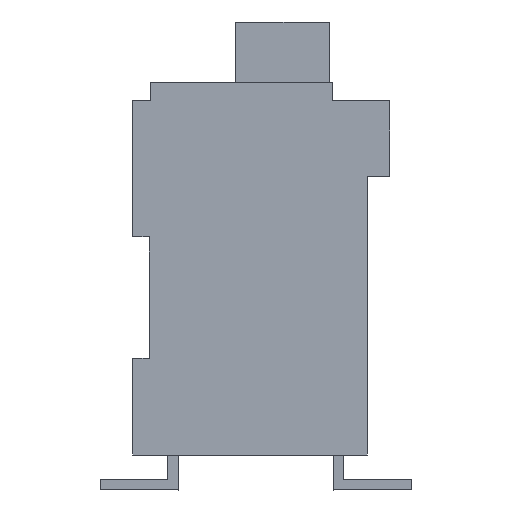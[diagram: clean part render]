
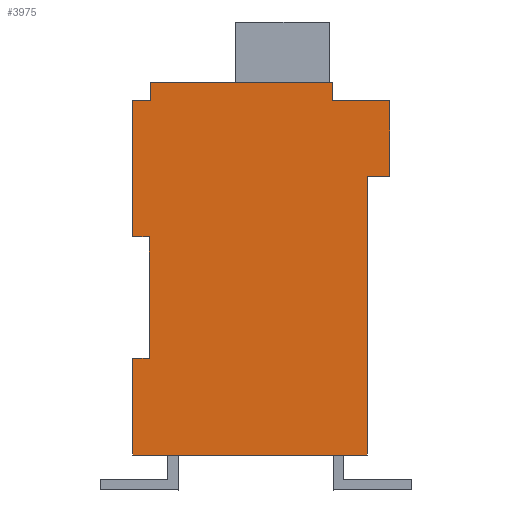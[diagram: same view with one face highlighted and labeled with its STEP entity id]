
A CAD part, left-side view. The second image highlights one B-rep face of the part: STEP entity #3975.
In plain terms, the highlighted planar face has unit normal (-1, 0, 0).
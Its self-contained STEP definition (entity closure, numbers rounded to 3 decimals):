
#3912=AXIS2_PLACEMENT_3D('Plane Axis2P3D',#3909,#3910,#3911) ;
#703=CARTESIAN_POINT('Vertex',(0.,9.225,8.356)) ;
#706=CARTESIAN_POINT('Line Origine',(0.,9.225,10.606)) ;
#710=CARTESIAN_POINT('Vertex',(0.,9.225,12.856)) ;
#881=CARTESIAN_POINT('Line Origine',(0.,8.925,12.856)) ;
#885=CARTESIAN_POINT('Vertex',(0.,8.625,12.856)) ;
#948=CARTESIAN_POINT('Vertex',(0.,2.625,12.856)) ;
#951=CARTESIAN_POINT('Line Origine',(0.,1.675,12.856)) ;
#955=CARTESIAN_POINT('Vertex',(0.,0.725,12.856)) ;
#1424=CARTESIAN_POINT('Line Origine',(0.,0.725,11.606)) ;
#1428=CARTESIAN_POINT('Vertex',(0.,0.725,10.356)) ;
#1449=CARTESIAN_POINT('Line Origine',(0.,1.1,10.356)) ;
#1453=CARTESIAN_POINT('Vertex',(0.,1.475,10.356)) ;
#1768=CARTESIAN_POINT('Line Origine',(0.,1.475,5.756)) ;
#1772=CARTESIAN_POINT('Vertex',(0.,1.475,1.156)) ;
#3893=CARTESIAN_POINT('Vertex',(0.,8.675,8.356)) ;
#3896=CARTESIAN_POINT('Line Origine',(0.,8.95,8.356)) ;
#3909=CARTESIAN_POINT('Axis2P3D Location',(0.,5.125,10.156)) ;
#3914=CARTESIAN_POINT('Line Origine',(0.,2.625,13.156)) ;
#3918=CARTESIAN_POINT('Vertex',(0.,2.625,13.456)) ;
#3921=CARTESIAN_POINT('Line Origine',(0.,5.625,13.456)) ;
#3925=CARTESIAN_POINT('Vertex',(0.,8.625,13.456)) ;
#3928=CARTESIAN_POINT('Line Origine',(0.,8.625,13.156)) ;
#3933=CARTESIAN_POINT('Line Origine',(0.,8.675,6.356)) ;
#3937=CARTESIAN_POINT('Vertex',(0.,8.675,4.356)) ;
#3940=CARTESIAN_POINT('Line Origine',(0.,8.95,4.356)) ;
#3944=CARTESIAN_POINT('Vertex',(0.,9.225,4.356)) ;
#3947=CARTESIAN_POINT('Line Origine',(0.,9.225,2.756)) ;
#3951=CARTESIAN_POINT('Vertex',(0.,9.225,1.156)) ;
#3954=CARTESIAN_POINT('Line Origine',(0.,5.35,1.156)) ;
#707=DIRECTION('Vector Direction',(0.,0.,1.)) ;
#882=DIRECTION('Vector Direction',(0.,-1.,0.)) ;
#952=DIRECTION('Vector Direction',(0.,-1.,0.)) ;
#1425=DIRECTION('Vector Direction',(0.,0.,-1.)) ;
#1450=DIRECTION('Vector Direction',(0.,-1.,0.)) ;
#1769=DIRECTION('Vector Direction',(0.,0.,-1.)) ;
#3897=DIRECTION('Vector Direction',(0.,-1.,0.)) ;
#3910=DIRECTION('Axis2P3D Direction',(1.,0.,0.)) ;
#3911=DIRECTION('Axis2P3D XDirection',(0.,-1.,0.)) ;
#3915=DIRECTION('Vector Direction',(0.,0.,1.)) ;
#3922=DIRECTION('Vector Direction',(0.,1.,0.)) ;
#3929=DIRECTION('Vector Direction',(0.,0.,1.)) ;
#3934=DIRECTION('Vector Direction',(0.,0.,1.)) ;
#3941=DIRECTION('Vector Direction',(0.,1.,0.)) ;
#3948=DIRECTION('Vector Direction',(0.,0.,1.)) ;
#3955=DIRECTION('Vector Direction',(0.,1.,0.)) ;
#708=VECTOR('Line Direction',#707,1.) ;
#883=VECTOR('Line Direction',#882,1.) ;
#953=VECTOR('Line Direction',#952,1.) ;
#1426=VECTOR('Line Direction',#1425,1.) ;
#1451=VECTOR('Line Direction',#1450,1.) ;
#1770=VECTOR('Line Direction',#1769,1.) ;
#3898=VECTOR('Line Direction',#3897,1.) ;
#3916=VECTOR('Line Direction',#3915,1.) ;
#3923=VECTOR('Line Direction',#3922,1.) ;
#3930=VECTOR('Line Direction',#3929,1.) ;
#3935=VECTOR('Line Direction',#3934,1.) ;
#3942=VECTOR('Line Direction',#3941,1.) ;
#3949=VECTOR('Line Direction',#3948,1.) ;
#3956=VECTOR('Line Direction',#3955,1.) ;
#3960=ORIENTED_EDGE('',*,*,#1455,.T.) ;
#3961=ORIENTED_EDGE('',*,*,#1430,.F.) ;
#3962=ORIENTED_EDGE('',*,*,#957,.F.) ;
#3963=ORIENTED_EDGE('',*,*,#3920,.T.) ;
#3964=ORIENTED_EDGE('',*,*,#3927,.T.) ;
#3965=ORIENTED_EDGE('',*,*,#3932,.F.) ;
#3966=ORIENTED_EDGE('',*,*,#887,.F.) ;
#3967=ORIENTED_EDGE('',*,*,#712,.F.) ;
#3968=ORIENTED_EDGE('',*,*,#3900,.T.) ;
#3969=ORIENTED_EDGE('',*,*,#3939,.F.) ;
#3970=ORIENTED_EDGE('',*,*,#3946,.T.) ;
#3971=ORIENTED_EDGE('',*,*,#3953,.F.) ;
#3972=ORIENTED_EDGE('',*,*,#3958,.F.) ;
#3973=ORIENTED_EDGE('',*,*,#1774,.F.) ;
#3975=ADVANCED_FACE('HOUSING',(#3974),#3913,.F.) ;
#712=EDGE_CURVE('',#704,#711,#709,.T.) ;
#887=EDGE_CURVE('',#711,#886,#884,.T.) ;
#957=EDGE_CURVE('',#949,#956,#954,.T.) ;
#1430=EDGE_CURVE('',#956,#1429,#1427,.T.) ;
#1455=EDGE_CURVE('',#1454,#1429,#1452,.T.) ;
#1774=EDGE_CURVE('',#1454,#1773,#1771,.T.) ;
#3900=EDGE_CURVE('',#704,#3894,#3899,.T.) ;
#3920=EDGE_CURVE('',#949,#3919,#3917,.T.) ;
#3927=EDGE_CURVE('',#3919,#3926,#3924,.T.) ;
#3932=EDGE_CURVE('',#886,#3926,#3931,.T.) ;
#3939=EDGE_CURVE('',#3938,#3894,#3936,.T.) ;
#3946=EDGE_CURVE('',#3938,#3945,#3943,.T.) ;
#3953=EDGE_CURVE('',#3952,#3945,#3950,.T.) ;
#3958=EDGE_CURVE('',#1773,#3952,#3957,.T.) ;
#3959=EDGE_LOOP('',(#3960,#3961,#3962,#3963,#3964,#3965,#3966,#3967,#3968,#3969,#3970,#3971,#3972,#3973)) ;
#3974=FACE_OUTER_BOUND('',#3959,.T.) ;
#709=LINE('Line',#706,#708) ;
#884=LINE('Line',#881,#883) ;
#954=LINE('Line',#951,#953) ;
#1427=LINE('Line',#1424,#1426) ;
#1452=LINE('Line',#1449,#1451) ;
#1771=LINE('Line',#1768,#1770) ;
#3899=LINE('Line',#3896,#3898) ;
#3917=LINE('Line',#3914,#3916) ;
#3924=LINE('Line',#3921,#3923) ;
#3931=LINE('Line',#3928,#3930) ;
#3936=LINE('Line',#3933,#3935) ;
#3943=LINE('Line',#3940,#3942) ;
#3950=LINE('Line',#3947,#3949) ;
#3957=LINE('Line',#3954,#3956) ;
#3913=PLANE('',#3912) ;
#704=VERTEX_POINT('',#703) ;
#711=VERTEX_POINT('',#710) ;
#886=VERTEX_POINT('',#885) ;
#949=VERTEX_POINT('',#948) ;
#956=VERTEX_POINT('',#955) ;
#1429=VERTEX_POINT('',#1428) ;
#1454=VERTEX_POINT('',#1453) ;
#1773=VERTEX_POINT('',#1772) ;
#3894=VERTEX_POINT('',#3893) ;
#3919=VERTEX_POINT('',#3918) ;
#3926=VERTEX_POINT('',#3925) ;
#3938=VERTEX_POINT('',#3937) ;
#3945=VERTEX_POINT('',#3944) ;
#3952=VERTEX_POINT('',#3951) ;
